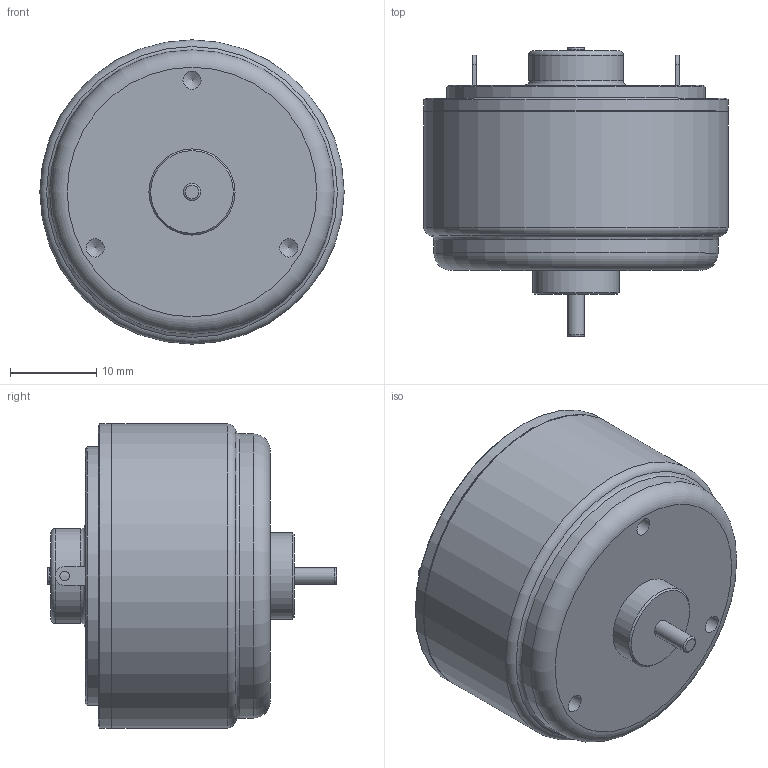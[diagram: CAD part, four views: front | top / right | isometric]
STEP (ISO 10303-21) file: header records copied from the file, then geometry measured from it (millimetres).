
FILE_DESCRIPTION((''),'2;1');
FILE_NAME('TP-3522B,C.stp','2016-11-16T13:23:45',('Administrator'),(''),'Autodesk Inventor 2010','Autodesk Inventor 2010','');
FILE_SCHEMA(('AUTOMOTIVE_DESIGN { 1 0 10303 214 1 1 1 1 }'));
Length unit declared in the file: millimetre
Products named in the file (1): TP-3522B,C-2016.11
Bounding box: 35.35 x 33.6 x 35.35 mm (x, y, z)
Volume: 20608.6 mm3; surface area: 4551.3 mm2
Topology: 1 solids, 1 shells, 52 faces, 109 edges, 71 vertices
Faces by surface type: plane 16, cylinder 14, bspline 14, torus 5, cone 3
Full cylindrical faces by diameter (mm): 1.1 x1, 2 x2, 2.4 x2, 5 x1, 10 x1, 11 x1, 30 x1, 33 x1, 35.15 x1, 35.35 x2
Entity records: 1382 total; most frequent: CARTESIAN_POINT 397, DIRECTION 192, ORIENTED_EDGE 134, EDGE_LOOP 98, AXIS2_PLACEMENT_3D 86, EDGE_CURVE 67, VERTEX_POINT 59, FACE_OUTER_BOUND 52
